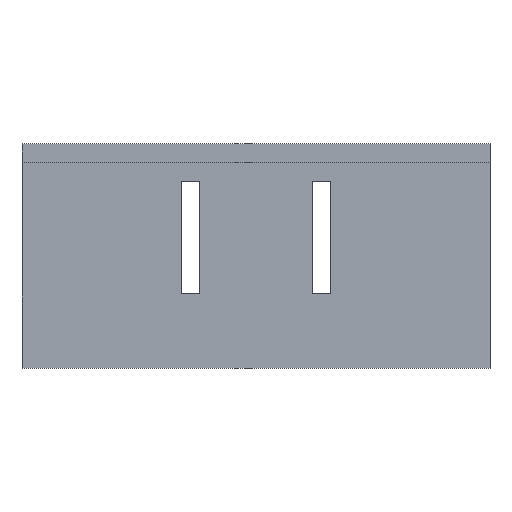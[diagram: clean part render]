
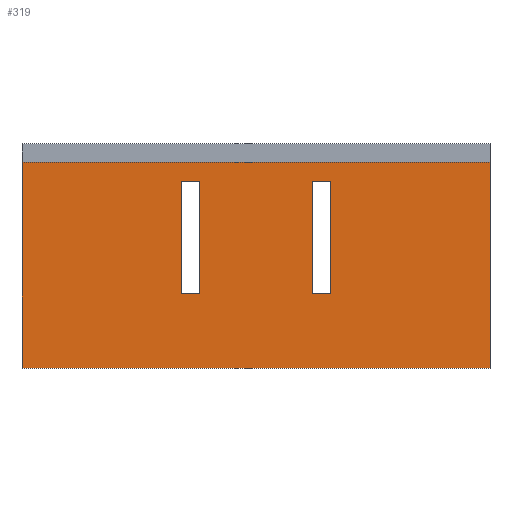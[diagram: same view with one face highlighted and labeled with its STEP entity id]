
A CAD part, front view. The second image highlights one B-rep face of the part: STEP entity #319.
In plain terms, the highlighted planar face has unit normal (0, -1, 0).
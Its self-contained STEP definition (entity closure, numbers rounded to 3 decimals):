
#15=FACE_BOUND('',#46,.T.);
#16=FACE_BOUND('',#47,.T.);
#29=FACE_OUTER_BOUND('',#45,.T.);
#45=EDGE_LOOP('',(#249,#250,#251,#252));
#46=EDGE_LOOP('',(#253,#254,#255,#256));
#47=EDGE_LOOP('',(#257,#258,#259,#260));
#57=LINE('',#439,#99);
#60=LINE('',#445,#102);
#63=LINE('',#451,#105);
#66=LINE('',#455,#108);
#69=LINE('',#463,#111);
#72=LINE('',#469,#114);
#75=LINE('',#475,#117);
#78=LINE('',#479,#120);
#79=LINE('',#483,#121);
#86=LINE('',#497,#128);
#87=LINE('',#499,#129);
#88=LINE('',#500,#130);
#99=VECTOR('',#361,10.);
#102=VECTOR('',#366,10.);
#105=VECTOR('',#371,10.);
#108=VECTOR('',#376,10.);
#111=VECTOR('',#381,10.);
#114=VECTOR('',#386,10.);
#117=VECTOR('',#391,10.);
#120=VECTOR('',#396,10.);
#121=VECTOR('',#399,10.);
#128=VECTOR('',#410,10.);
#129=VECTOR('',#411,10.);
#130=VECTOR('',#412,10.);
#141=VERTEX_POINT('',#436);
#142=VERTEX_POINT('',#438);
#144=VERTEX_POINT('',#444);
#146=VERTEX_POINT('',#450);
#149=VERTEX_POINT('',#460);
#150=VERTEX_POINT('',#462);
#152=VERTEX_POINT('',#468);
#154=VERTEX_POINT('',#474);
#155=VERTEX_POINT('',#481);
#156=VERTEX_POINT('',#482);
#161=VERTEX_POINT('',#496);
#162=VERTEX_POINT('',#498);
#169=EDGE_CURVE('',#142,#141,#57,.T.);
#172=EDGE_CURVE('',#144,#142,#60,.T.);
#175=EDGE_CURVE('',#146,#144,#63,.T.);
#178=EDGE_CURVE('',#141,#146,#66,.T.);
#181=EDGE_CURVE('',#150,#149,#69,.T.);
#184=EDGE_CURVE('',#152,#150,#72,.T.);
#187=EDGE_CURVE('',#154,#152,#75,.T.);
#190=EDGE_CURVE('',#149,#154,#78,.T.);
#191=EDGE_CURVE('',#155,#156,#79,.T.);
#198=EDGE_CURVE('',#156,#161,#86,.T.);
#199=EDGE_CURVE('',#161,#162,#87,.T.);
#200=EDGE_CURVE('',#162,#155,#88,.T.);
#249=ORIENTED_EDGE('',*,*,#191,.T.);
#250=ORIENTED_EDGE('',*,*,#198,.T.);
#251=ORIENTED_EDGE('',*,*,#199,.T.);
#252=ORIENTED_EDGE('',*,*,#200,.T.);
#253=ORIENTED_EDGE('',*,*,#175,.T.);
#254=ORIENTED_EDGE('',*,*,#172,.T.);
#255=ORIENTED_EDGE('',*,*,#169,.T.);
#256=ORIENTED_EDGE('',*,*,#178,.T.);
#257=ORIENTED_EDGE('',*,*,#187,.T.);
#258=ORIENTED_EDGE('',*,*,#184,.T.);
#259=ORIENTED_EDGE('',*,*,#181,.T.);
#260=ORIENTED_EDGE('',*,*,#190,.T.);
#303=PLANE('',#349);
#319=ADVANCED_FACE('',(#29,#15,#16),#303,.F.);
#349=AXIS2_PLACEMENT_3D('',#495,#408,#409);
#361=DIRECTION('',(0.,0.,1.));
#366=DIRECTION('',(-1.,0.,0.));
#371=DIRECTION('',(0.,0.,-1.));
#376=DIRECTION('',(1.,0.,0.));
#381=DIRECTION('',(1.,0.,0.));
#386=DIRECTION('',(0.,0.,1.));
#391=DIRECTION('',(-1.,0.,0.));
#396=DIRECTION('',(0.,0.,-1.));
#399=DIRECTION('',(-1.,0.,0.));
#408=DIRECTION('center_axis',(0.,1.,0.));
#409=DIRECTION('ref_axis',(1.,0.,0.));
#410=DIRECTION('',(0.,0.,-1.));
#411=DIRECTION('',(1.,0.,0.));
#412=DIRECTION('',(0.,0.,1.));
#436=CARTESIAN_POINT('',(31.,0.,20.));
#438=CARTESIAN_POINT('',(31.,0.,8.));
#439=CARTESIAN_POINT('',(31.,0.,10.));
#444=CARTESIAN_POINT('',(33.,0.,8.));
#445=CARTESIAN_POINT('',(29.,0.,8.));
#450=CARTESIAN_POINT('',(33.,0.,20.));
#451=CARTESIAN_POINT('',(33.,0.,16.));
#455=CARTESIAN_POINT('',(28.,0.,20.));
#460=CARTESIAN_POINT('',(19.,0.,20.));
#462=CARTESIAN_POINT('',(17.,0.,20.));
#463=CARTESIAN_POINT('',(21.,0.,20.));
#468=CARTESIAN_POINT('',(17.,0.,8.));
#469=CARTESIAN_POINT('',(17.,0.,10.));
#474=CARTESIAN_POINT('',(19.,0.,8.));
#475=CARTESIAN_POINT('',(22.,0.,8.));
#479=CARTESIAN_POINT('',(19.,0.,16.));
#481=CARTESIAN_POINT('',(50.,0.,22.));
#482=CARTESIAN_POINT('',(0.,0.,22.));
#483=CARTESIAN_POINT('',(12.5,0.,22.));
#495=CARTESIAN_POINT('Origin',(25.,0.,12.));
#496=CARTESIAN_POINT('',(0.,0.,0.));
#497=CARTESIAN_POINT('',(0.,0.,24.));
#498=CARTESIAN_POINT('',(50.,0.,0.));
#499=CARTESIAN_POINT('',(0.,0.,0.));
#500=CARTESIAN_POINT('',(50.,0.,0.));
